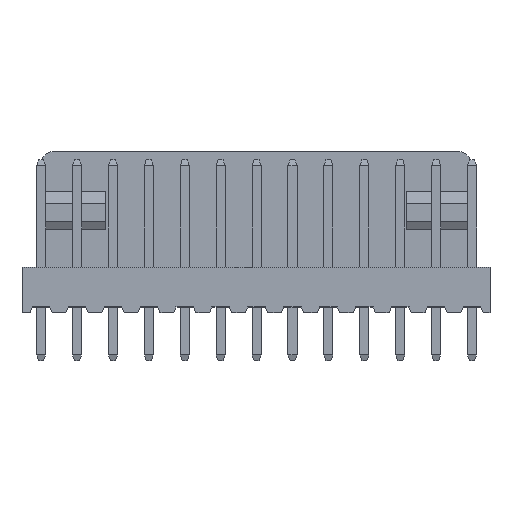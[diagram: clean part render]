
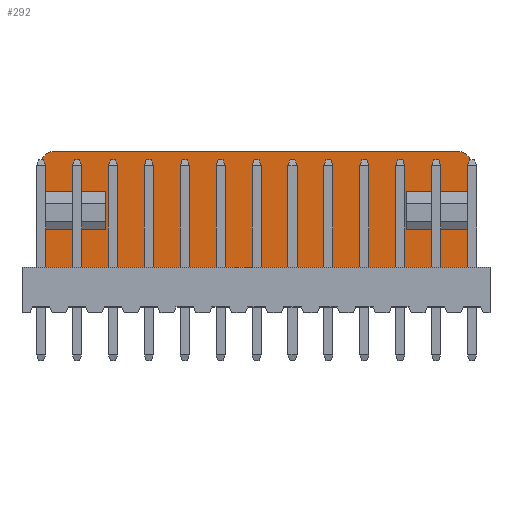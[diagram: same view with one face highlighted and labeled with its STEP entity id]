
A CAD part, top view. The second image highlights one B-rep face of the part: STEP entity #292.
In plain terms, the highlighted planar face has unit normal (0, 0, 1).
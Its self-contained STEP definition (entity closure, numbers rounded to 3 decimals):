
#292 = ADVANCED_FACE ( 'NONE', ( #3180 ), #1256, .T. ) ;
#997 = ORIENTED_EDGE ( 'NONE', *, *, #2167, .F. ) ;
#1020 = ORIENTED_EDGE ( 'NONE', *, *, #2170, .F. ) ;
#1036 = ORIENTED_EDGE ( 'NONE', *, *, #2229, .T. ) ;
#1042 = ORIENTED_EDGE ( 'NONE', *, *, #2261, .T. ) ;
#1076 = ORIENTED_EDGE ( 'NONE', *, *, #2195, .F. ) ;
#1097 = ORIENTED_EDGE ( 'NONE', *, *, #2230, .T. ) ;
#1101 = ORIENTED_EDGE ( 'NONE', *, *, #2435, .T. ) ;
#1102 = ORIENTED_EDGE ( 'NONE', *, *, #2165, .F. ) ;
#1115 = ORIENTED_EDGE ( 'NONE', *, *, #2396, .T. ) ;
#1120 = ORIENTED_EDGE ( 'NONE', *, *, #2163, .T. ) ;
#1123 = ORIENTED_EDGE ( 'NONE', *, *, #2231, .F. ) ;
#1159 = ORIENTED_EDGE ( 'NONE', *, *, #2407, .F. ) ;
#1206 = ORIENTED_EDGE ( 'NONE', *, *, #2168, .F. ) ;
#1209 = ORIENTED_EDGE ( 'NONE', *, *, #2424, .F. ) ;
#1248 = DIRECTION ( 'NONE',  ( 1., 0., 0. ) ) ;
#1249 = DIRECTION ( 'NONE',  ( 0., 0., 1. ) ) ;
#1254 = CARTESIAN_POINT ( 'NONE',  ( 3.543, 53.751, -4.64 ) ) ;
#1256 = PLANE ( 'NONE',  #3736 ) ;
#1920 = EDGE_LOOP ( 'NONE', ( #1020, #1042, #1102, #1101, #1206, #1209, #997, #1036, #1076, #1159, #1120, #1115, #1123, #1097 ) ) ;
#2163 = EDGE_CURVE ( 'NONE', #2429, #2427, #5819, .T. ) ;
#2165 = EDGE_CURVE ( 'NONE', #2414, #2448, #5825, .T. ) ;
#2167 = EDGE_CURVE ( 'NONE', #2425, #2404, #5829, .T. ) ;
#2168 = EDGE_CURVE ( 'NONE', #2397, #2408, #5833, .T. ) ;
#2170 = EDGE_CURVE ( 'NONE', #2434, #2438, #5837, .T. ) ;
#2195 = EDGE_CURVE ( 'NONE', #2433, #2451, #5887, .T. ) ;
#2229 = EDGE_CURVE ( 'NONE', #2425, #2451, #5939, .T. ) ;
#2230 = EDGE_CURVE ( 'NONE', #2446, #2438, #5957, .T. ) ;
#2231 = EDGE_CURVE ( 'NONE', #2446, #2440, #5959, .T. ) ;
#2261 = EDGE_CURVE ( 'NONE', #2434, #2448, #6003, .T. ) ;
#2396 = EDGE_CURVE ( 'NONE', #2427, #2440, #6128, .T. ) ;
#2397 = VERTEX_POINT ( 'NONE', #7274 ) ;
#2404 = VERTEX_POINT ( 'NONE', #7286 ) ;
#2407 = EDGE_CURVE ( 'NONE', #2429, #2433, #6134, .T. ) ;
#2408 = VERTEX_POINT ( 'NONE', #7290 ) ;
#2414 = VERTEX_POINT ( 'NONE', #7299 ) ;
#2424 = EDGE_CURVE ( 'NONE', #2404, #2397, #6152, .T. ) ;
#2425 = VERTEX_POINT ( 'NONE', #7315 ) ;
#2427 = VERTEX_POINT ( 'NONE', #7318 ) ;
#2429 = VERTEX_POINT ( 'NONE', #7321 ) ;
#2433 = VERTEX_POINT ( 'NONE', #7327 ) ;
#2435 = EDGE_CURVE ( 'NONE', #2414, #2408, #6167, .T. ) ;
#2434 = VERTEX_POINT ( 'NONE', #7328 ) ;
#2438 = VERTEX_POINT ( 'NONE', #7334 ) ;
#2440 = VERTEX_POINT ( 'NONE', #7337 ) ;
#2446 = VERTEX_POINT ( 'NONE', #7346 ) ;
#2448 = VERTEX_POINT ( 'NONE', #7349 ) ;
#2451 = VERTEX_POINT ( 'NONE', #7353 ) ;
#3180 = FACE_OUTER_BOUND ( 'NONE', #1920, .T. ) ;
#3736 = AXIS2_PLACEMENT_3D ( 'NONE', #1254, #1249, #1248 ) ;
#5183 = AXIS2_PLACEMENT_3D ( 'NONE', #7045, #7046, #7047 ) ;
#5185 = AXIS2_PLACEMENT_3D ( 'NONE', #7095, #7096, #7097 ) ;
#5819 = LINE ( 'NONE', #6903, #5826 ) ;
#5825 = LINE ( 'NONE', #6908, #5830 ) ;
#5826 = VECTOR ( 'NONE', #6910, 1000. ) ;
#5829 = LINE ( 'NONE', #6913, #5834 ) ;
#5830 = VECTOR ( 'NONE', #6914, 1000. ) ;
#5833 = LINE ( 'NONE', #6919, #5836 ) ;
#5834 = VECTOR ( 'NONE', #6918, 1000. ) ;
#5836 = VECTOR ( 'NONE', #6921, 1000. ) ;
#5837 = LINE ( 'NONE', #6923, #5840 ) ;
#5840 = VECTOR ( 'NONE', #6924, 1000. ) ;
#5887 = LINE ( 'NONE', #6973, #5890 ) ;
#5890 = VECTOR ( 'NONE', #6974, 1000. ) ;
#5939 = LINE ( 'NONE', #7001, #5958 ) ;
#5957 = CIRCLE ( 'NONE', #5183, 1. ) ;
#5958 = VECTOR ( 'NONE', #7042, 1000. ) ;
#5959 = LINE ( 'NONE', #7040, #5961 ) ;
#5961 = VECTOR ( 'NONE', #7024, 1000. ) ;
#6003 = CIRCLE ( 'NONE', #5185, 1. ) ;
#6128 = LINE ( 'NONE', #7270, #6131 ) ;
#6131 = VECTOR ( 'NONE', #7275, 1000. ) ;
#6134 = LINE ( 'NONE', #7288, #6136 ) ;
#6136 = VECTOR ( 'NONE', #7291, 1000. ) ;
#6152 = LINE ( 'NONE', #7309, #6157 ) ;
#6157 = VECTOR ( 'NONE', #7316, 1000. ) ;
#6167 = LINE ( 'NONE', #7330, #6168 ) ;
#6168 = VECTOR ( 'NONE', #7326, 1000. ) ;
#6903 = CARTESIAN_POINT ( 'NONE',  ( 30.743, 24.238, -4.64 ) ) ;
#6908 = CARTESIAN_POINT ( 'NONE',  ( 4.843, 53.751, -4.64 ) ) ;
#6910 = DIRECTION ( 'NONE',  ( 0., 1., 0. ) ) ;
#6913 = CARTESIAN_POINT ( 'NONE',  ( 4.843, 48.254, -4.64 ) ) ;
#6914 = DIRECTION ( 'NONE',  ( 0., 1., 0. ) ) ;
#6918 = DIRECTION ( 'NONE',  ( 0., 1., 0. ) ) ;
#6919 = CARTESIAN_POINT ( 'NONE',  ( 9.443, 24.238, -4.64 ) ) ;
#6921 = DIRECTION ( 'NONE',  ( 0., 1., 0. ) ) ;
#6923 = CARTESIAN_POINT ( 'NONE',  ( 3.543, 53.751, -4.64 ) ) ;
#6924 = DIRECTION ( 'NONE',  ( 1., 0., 0. ) ) ;
#6973 = CARTESIAN_POINT ( 'NONE',  ( 35.343, 48.254, -4.64 ) ) ;
#6974 = DIRECTION ( 'NONE',  ( 0., -1., 0. ) ) ;
#7001 = CARTESIAN_POINT ( 'NONE',  ( 3.543, 45.547, -4.64 ) ) ;
#7024 = DIRECTION ( 'NONE',  ( 0., -1., 0. ) ) ;
#7040 = CARTESIAN_POINT ( 'NONE',  ( 35.343, 53.751, -4.64 ) ) ;
#7042 = DIRECTION ( 'NONE',  ( 1., 0., 0. ) ) ;
#7045 = CARTESIAN_POINT ( 'NONE',  ( 34.343, 52.751, -4.64 ) ) ;
#7046 = DIRECTION ( 'NONE',  ( 0., 0., 1. ) ) ;
#7047 = DIRECTION ( 'NONE',  ( 1., 0., 0. ) ) ;
#7095 = CARTESIAN_POINT ( 'NONE',  ( 5.843, 52.751, -4.64 ) ) ;
#7096 = DIRECTION ( 'NONE',  ( 0., 0., 1. ) ) ;
#7097 = DIRECTION ( 'NONE',  ( 1., 0., 0. ) ) ;
#7270 = CARTESIAN_POINT ( 'NONE',  ( 3.543, 50.926, -4.64 ) ) ;
#7274 = CARTESIAN_POINT ( 'NONE',  ( 9.443, 48.254, -4.64 ) ) ;
#7275 = DIRECTION ( 'NONE',  ( 1., 0., 0. ) ) ;
#7286 = CARTESIAN_POINT ( 'NONE',  ( 4.843, 48.254, -4.64 ) ) ;
#7288 = CARTESIAN_POINT ( 'NONE',  ( 3.543, 48.254, -4.64 ) ) ;
#7290 = CARTESIAN_POINT ( 'NONE',  ( 9.443, 50.926, -4.64 ) ) ;
#7291 = DIRECTION ( 'NONE',  ( 1., 0., 0. ) ) ;
#7299 = CARTESIAN_POINT ( 'NONE',  ( 4.843, 50.926, -4.64 ) ) ;
#7309 = CARTESIAN_POINT ( 'NONE',  ( 3.543, 48.254, -4.64 ) ) ;
#7315 = CARTESIAN_POINT ( 'NONE',  ( 4.843, 45.547, -4.64 ) ) ;
#7316 = DIRECTION ( 'NONE',  ( 1., 0., 0. ) ) ;
#7318 = CARTESIAN_POINT ( 'NONE',  ( 30.743, 50.926, -4.64 ) ) ;
#7321 = CARTESIAN_POINT ( 'NONE',  ( 30.743, 48.254, -4.64 ) ) ;
#7326 = DIRECTION ( 'NONE',  ( 1., 0., 0. ) ) ;
#7327 = CARTESIAN_POINT ( 'NONE',  ( 35.343, 48.254, -4.64 ) ) ;
#7328 = CARTESIAN_POINT ( 'NONE',  ( 5.843, 53.751, -4.64 ) ) ;
#7330 = CARTESIAN_POINT ( 'NONE',  ( 3.543, 50.926, -4.64 ) ) ;
#7334 = CARTESIAN_POINT ( 'NONE',  ( 34.343, 53.751, -4.64 ) ) ;
#7337 = CARTESIAN_POINT ( 'NONE',  ( 35.343, 50.926, -4.64 ) ) ;
#7346 = CARTESIAN_POINT ( 'NONE',  ( 35.343, 52.751, -4.64 ) ) ;
#7349 = CARTESIAN_POINT ( 'NONE',  ( 4.843, 52.751, -4.64 ) ) ;
#7353 = CARTESIAN_POINT ( 'NONE',  ( 35.343, 45.547, -4.64 ) ) ;
